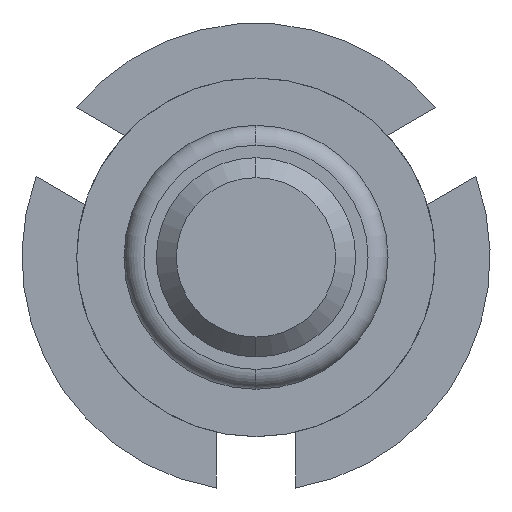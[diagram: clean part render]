
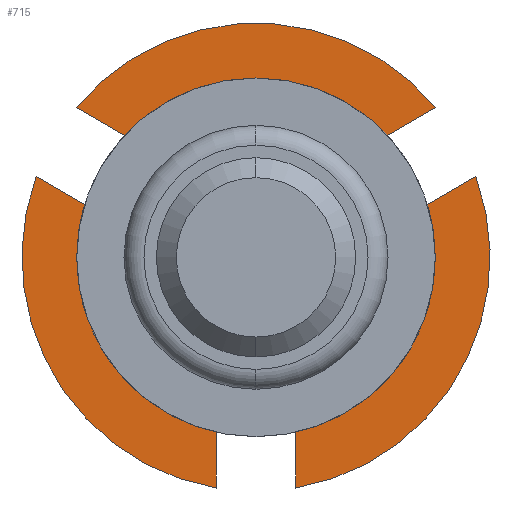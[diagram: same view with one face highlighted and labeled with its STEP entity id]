
A CAD part, front view. The second image highlights one B-rep face of the part: STEP entity #715.
In plain terms, the highlighted planar face has unit normal (0, -1, 0).
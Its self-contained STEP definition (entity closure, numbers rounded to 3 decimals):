
#38 = CIRCLE ( 'NONE', #2689, 2.35 ) ;
#43 = LINE ( 'NONE', #4096, #3368 ) ;
#50 = ORIENTED_EDGE ( 'NONE', *, *, #3265, .F. ) ;
#51 = VERTEX_POINT ( 'NONE', #4182 ) ;
#79 = CARTESIAN_POINT ( 'NONE',  ( 0.4, 5.5, -2.316 ) ) ;
#100 = ORIENTED_EDGE ( 'NONE', *, *, #2420, .F. ) ;
#111 = EDGE_CURVE ( 'Defeature ausgef�hrt3_29+Defeature ausgef�hrt3_26+Defeature ausgef�hrt3_30+Defeature ausgef�hrt3_28', #322, #2108, #2261, .T. ) ;
#117 = CARTESIAN_POINT ( 'NONE',  ( 0.2, 5.5, 0.346 ) ) ;
#220 = ORIENTED_EDGE ( 'NONE', *, *, #1344, .F. ) ;
#307 = CARTESIAN_POINT ( 'NONE',  ( 0., 5.5, -1.075 ) ) ;
#322 = VERTEX_POINT ( 'NONE', #307 ) ;
#402 = CARTESIAN_POINT ( 'NONE',  ( -1.805, 5.5, 1.504 ) ) ;
#443 = ORIENTED_EDGE ( 'NONE', *, *, #741, .F. ) ;
#454 = VECTOR ( 'NONE', #1529, 1000. ) ;
#480 = LINE ( 'NONE', #814, #3729 ) ;
#534 = CARTESIAN_POINT ( 'NONE',  ( 1.655, 5.5, 0. ) ) ;
#552 = EDGE_CURVE ( 'Defeature ausgef�hrt3_38+Defeature ausgef�hrt3_26+Defeature ausgef�hrt3_20+Defeature ausgef�hrt3_40', #2339, #2855, #4275, .T. ) ;
#567 = FACE_OUTER_BOUND ( 'NONE', #4101, .T. ) ;
#571 = EDGE_CURVE ( 'Defeature ausgef�hrt3_28+Defeature ausgef�hrt3_26+Defeature ausgef�hrt3_29+Defeature ausgef�hrt3_27', #2108, #1229, #1200, .T. ) ;
#583 = VECTOR ( 'NONE', #2940, 1000. ) ;
#644 = CARTESIAN_POINT ( 'NONE',  ( 0., 5.5, 1.075 ) ) ;
#658 = DIRECTION ( 'NONE',  ( 0., 0., -1. ) ) ;
#715 = ADVANCED_FACE ( 'Defeature ausgef�hrt3_26', ( #567, #3988 ), #4011, .T. ) ;
#741 = EDGE_CURVE ( 'Defeature ausgef�hrt3_41+Defeature ausgef�hrt3_26+Defeature ausgef�hrt3_42+Defeature ausgef�hrt3_19', #2644, #3505, #2027, .T. ) ;
#814 = CARTESIAN_POINT ( 'NONE',  ( 0., 5.5, -1.075 ) ) ;
#823 = DIRECTION ( 'NONE',  ( 0.866, 0., -0.5 ) ) ;
#903 = ORIENTED_EDGE ( 'NONE', *, *, #2984, .F. ) ;
#949 = CIRCLE ( 'NONE', #2895, 2.35 ) ;
#970 = DIRECTION ( 'NONE',  ( 0.866, 0., 0.5 ) ) ;
#977 = ORIENTED_EDGE ( 'NONE', *, *, #2272, .F. ) ;
#1001 = CARTESIAN_POINT ( 'NONE',  ( -1.655, 5.5, 0. ) ) ;
#1011 = VECTOR ( 'NONE', #1030, 1000. ) ;
#1030 = DIRECTION ( 'NONE',  ( 0.5, 0., 0.866 ) ) ;
#1070 = DIRECTION ( 'NONE',  ( -0.866, 0., -0.5 ) ) ;
#1125 = LINE ( 'NONE', #117, #454 ) ;
#1163 = VECTOR ( 'NONE', #1070, 1000. ) ;
#1180 = VECTOR ( 'NONE', #2952, 1000. ) ;
#1182 = AXIS2_PLACEMENT_3D ( 'NONE', #3390, #1984, #1689 ) ;
#1200 = LINE ( 'NONE', #3619, #4333 ) ;
#1229 = VERTEX_POINT ( 'NONE', #644 ) ;
#1239 = AXIS2_PLACEMENT_3D ( 'NONE', #3659, #3059, #658 ) ;
#1278 = ORIENTED_EDGE ( 'NONE', *, *, #111, .F. ) ;
#1285 = EDGE_CURVE ( 'Defeature ausgef�hrt3_34+Defeature ausgef�hrt3_26+Defeature ausgef�hrt3_39+Defeature ausgef�hrt3_43', #1378, #3789, #38, .T. ) ;
#1344 = EDGE_CURVE ( 'Defeature ausgef�hrt3_27+Defeature ausgef�hrt3_26+Defeature ausgef�hrt3_28+Defeature ausgef�hrt3_30', #1229, #4070, #2731, .T. ) ;
#1378 = VERTEX_POINT ( 'NONE', #402 ) ;
#1388 = CARTESIAN_POINT ( 'NONE',  ( -1.386, 5.5, 0.8 ) ) ;
#1529 = DIRECTION ( 'NONE',  ( -0.866, 0., 0.5 ) ) ;
#1549 = DIRECTION ( 'NONE',  ( 0.5, 0., -0.866 ) ) ;
#1563 = EDGE_CURVE ( 'Defeature ausgef�hrt3_20+Defeature ausgef�hrt3_26+Defeature ausgef�hrt3_35+Defeature ausgef�hrt3_38', #2700, #2339, #3665, .T. ) ;
#1608 = VECTOR ( 'NONE', #970, 1000. ) ;
#1678 = DIRECTION ( 'NONE',  ( 0., 1., 0. ) ) ;
#1689 = DIRECTION ( 'NONE',  ( 0., 0., -1. ) ) ;
#1802 = EDGE_LOOP ( 'NONE', ( #3770, #1278, #903, #220 ) ) ;
#1850 = VERTEX_POINT ( 'NONE', #2547 ) ;
#1853 = ORIENTED_EDGE ( 'NONE', *, *, #3341, .F. ) ;
#1906 = CARTESIAN_POINT ( 'NONE',  ( 1.586, 5.5, 0.454 ) ) ;
#1952 = CARTESIAN_POINT ( 'NONE',  ( -2.205, 5.5, 0.811 ) ) ;
#1984 = DIRECTION ( 'NONE',  ( 0., -1., 0. ) ) ;
#2027 = LINE ( 'NONE', #2317, #1608 ) ;
#2091 = ORIENTED_EDGE ( 'NONE', *, *, #3319, .F. ) ;
#2108 = VERTEX_POINT ( 'NONE', #2580 ) ;
#2113 = EDGE_CURVE ( 'Defeature ausgef�hrt3_39+Defeature ausgef�hrt3_26+Defeature ausgef�hrt3_40+Defeature ausgef�hrt3_34', #51, #1378, #1125, .T. ) ;
#2133 = CARTESIAN_POINT ( 'NONE',  ( -0.2, 5.5, 0.346 ) ) ;
#2193 = DIRECTION ( 'NONE',  ( -0.839, 0., 0.545 ) ) ;
#2238 = VECTOR ( 'NONE', #2391, 1000. ) ;
#2240 = CARTESIAN_POINT ( 'NONE',  ( 1.386, 5.5, 0.8 ) ) ;
#2261 = LINE ( 'NONE', #534, #1180 ) ;
#2262 = VECTOR ( 'NONE', #3737, 1000. ) ;
#2272 = EDGE_CURVE ( 'Defeature ausgef�hrt3_19+Defeature ausgef�hrt3_26+Defeature ausgef�hrt3_41+Defeature ausgef�hrt3_37', #3505, #3662, #949, .T. ) ;
#2317 = CARTESIAN_POINT ( 'NONE',  ( 0.2, 5.5, -0.346 ) ) ;
#2339 = VERTEX_POINT ( 'NONE', #1952 ) ;
#2391 = DIRECTION ( 'NONE',  ( 0., 0., -1. ) ) ;
#2420 = EDGE_CURVE ( 'Defeature ausgef�hrt3_36+Defeature ausgef�hrt3_26+Defeature ausgef�hrt3_37+Defeature ausgef�hrt3_35', #2978, #2838, #43, .T. ) ;
#2544 = DIRECTION ( 'NONE',  ( 0.839, 0., -0.545 ) ) ;
#2547 = CARTESIAN_POINT ( 'NONE',  ( 1.186, 5.5, 1.146 ) ) ;
#2580 = CARTESIAN_POINT ( 'NONE',  ( 1.655, 5.5, 0. ) ) ;
#2602 = ORIENTED_EDGE ( 'NONE', *, *, #2113, .F. ) ;
#2644 = VERTEX_POINT ( 'NONE', #1906 ) ;
#2646 = DIRECTION ( 'NONE',  ( 0., 0., -1. ) ) ;
#2689 = AXIS2_PLACEMENT_3D ( 'NONE', #4071, #1678, #2691 ) ;
#2691 = DIRECTION ( 'NONE',  ( 0., 0., -1. ) ) ;
#2700 = VERTEX_POINT ( 'NONE', #4057 ) ;
#2731 = LINE ( 'NONE', #1001, #2262 ) ;
#2783 = LINE ( 'NONE', #2133, #1163 ) ;
#2838 = VERTEX_POINT ( 'NONE', #3788 ) ;
#2855 = VERTEX_POINT ( 'NONE', #3076 ) ;
#2895 = AXIS2_PLACEMENT_3D ( 'NONE', #4393, #4303, #2646 ) ;
#2940 = DIRECTION ( 'NONE',  ( 0., 0., 1. ) ) ;
#2941 = CARTESIAN_POINT ( 'NONE',  ( -1.655, 5.5, 0. ) ) ;
#2952 = DIRECTION ( 'NONE',  ( 0.839, 0., 0.545 ) ) ;
#2978 = VERTEX_POINT ( 'NONE', #3611 ) ;
#2984 = EDGE_CURVE ( 'Defeature ausgef�hrt3_30+Defeature ausgef�hrt3_26+Defeature ausgef�hrt3_27+Defeature ausgef�hrt3_29', #4070, #322, #480, .T. ) ;
#2985 = ORIENTED_EDGE ( 'NONE', *, *, #552, .F. ) ;
#3032 = ORIENTED_EDGE ( 'NONE', *, *, #3993, .F. ) ;
#3036 = CARTESIAN_POINT ( 'NONE',  ( -0.4, 5.5, 0. ) ) ;
#3058 = ORIENTED_EDGE ( 'NONE', *, *, #3070, .F. ) ;
#3059 = DIRECTION ( 'NONE',  ( 0., 1., 0. ) ) ;
#3070 = EDGE_CURVE ( 'Defeature ausgef�hrt3_37+Defeature ausgef�hrt3_26+Defeature ausgef�hrt3_19+Defeature ausgef�hrt3_36', #3662, #2978, #3696, .T. ) ;
#3076 = CARTESIAN_POINT ( 'NONE',  ( -1.586, 5.5, 0.454 ) ) ;
#3164 = VECTOR ( 'NONE', #1549, 1000. ) ;
#3196 = CARTESIAN_POINT ( 'NONE',  ( -0.2, 5.5, -0.346 ) ) ;
#3250 = LINE ( 'NONE', #2240, #3164 ) ;
#3261 = VECTOR ( 'NONE', #823, 1000. ) ;
#3265 = EDGE_CURVE ( 'Defeature ausgef�hrt3_40+Defeature ausgef�hrt3_26+Defeature ausgef�hrt3_38+Defeature ausgef�hrt3_39', #2855, #51, #3763, .T. ) ;
#3312 = CARTESIAN_POINT ( 'NONE',  ( 2.205, 5.5, 0.811 ) ) ;
#3315 = ORIENTED_EDGE ( 'NONE', *, *, #1285, .F. ) ;
#3319 = EDGE_CURVE ( 'Defeature ausgef�hrt3_43+Defeature ausgef�hrt3_26+Defeature ausgef�hrt3_34+Defeature ausgef�hrt3_42', #3789, #1850, #2783, .T. ) ;
#3341 = EDGE_CURVE ( 'Defeature ausgef�hrt3_42+Defeature ausgef�hrt3_26+Defeature ausgef�hrt3_43+Defeature ausgef�hrt3_41', #1850, #2644, #3250, .T. ) ;
#3343 = ORIENTED_EDGE ( 'NONE', *, *, #1563, .F. ) ;
#3368 = VECTOR ( 'NONE', #3473, 1000. ) ;
#3390 = CARTESIAN_POINT ( 'NONE',  ( 0., 5.5, 0. ) ) ;
#3473 = DIRECTION ( 'NONE',  ( -1., 0., 0. ) ) ;
#3505 = VERTEX_POINT ( 'NONE', #3312 ) ;
#3611 = CARTESIAN_POINT ( 'NONE',  ( 0.4, 5.5, -1.6 ) ) ;
#3619 = CARTESIAN_POINT ( 'NONE',  ( 0., 5.5, 1.075 ) ) ;
#3659 = CARTESIAN_POINT ( 'NONE',  ( 0., 5.5, 0. ) ) ;
#3662 = VERTEX_POINT ( 'NONE', #79 ) ;
#3665 = CIRCLE ( 'NONE', #1239, 2.35 ) ;
#3675 = CARTESIAN_POINT ( 'NONE',  ( 0.4, 5.5, 0. ) ) ;
#3696 = LINE ( 'NONE', #3675, #583 ) ;
#3729 = VECTOR ( 'NONE', #2544, 1000. ) ;
#3737 = DIRECTION ( 'NONE',  ( -0.839, 0., -0.545 ) ) ;
#3763 = LINE ( 'NONE', #1388, #1011 ) ;
#3770 = ORIENTED_EDGE ( 'NONE', *, *, #571, .F. ) ;
#3788 = CARTESIAN_POINT ( 'NONE',  ( -0.4, 5.5, -1.6 ) ) ;
#3789 = VERTEX_POINT ( 'NONE', #4338 ) ;
#3835 = LINE ( 'NONE', #3036, #2238 ) ;
#3988 = FACE_BOUND ( 'NONE', #1802, .T. ) ;
#3993 = EDGE_CURVE ( 'Defeature ausgef�hrt3_35+Defeature ausgef�hrt3_26+Defeature ausgef�hrt3_36+Defeature ausgef�hrt3_20', #2838, #2700, #3835, .T. ) ;
#4011 = PLANE ( 'NONE',  #1182 ) ;
#4057 = CARTESIAN_POINT ( 'NONE',  ( -0.4, 5.5, -2.316 ) ) ;
#4070 = VERTEX_POINT ( 'NONE', #2941 ) ;
#4071 = CARTESIAN_POINT ( 'NONE',  ( 0., 5.5, 0. ) ) ;
#4096 = CARTESIAN_POINT ( 'NONE',  ( 0., 5.5, -1.6 ) ) ;
#4101 = EDGE_LOOP ( 'NONE', ( #443, #1853, #2091, #3315, #2602, #50, #2985, #3343, #3032, #100, #3058, #977 ) ) ;
#4182 = CARTESIAN_POINT ( 'NONE',  ( -1.186, 5.5, 1.146 ) ) ;
#4275 = LINE ( 'NONE', #3196, #3261 ) ;
#4303 = DIRECTION ( 'NONE',  ( 0., 1., 0. ) ) ;
#4333 = VECTOR ( 'NONE', #2193, 1000. ) ;
#4338 = CARTESIAN_POINT ( 'NONE',  ( 1.805, 5.5, 1.504 ) ) ;
#4393 = CARTESIAN_POINT ( 'NONE',  ( 0., 5.5, 0. ) ) ;
